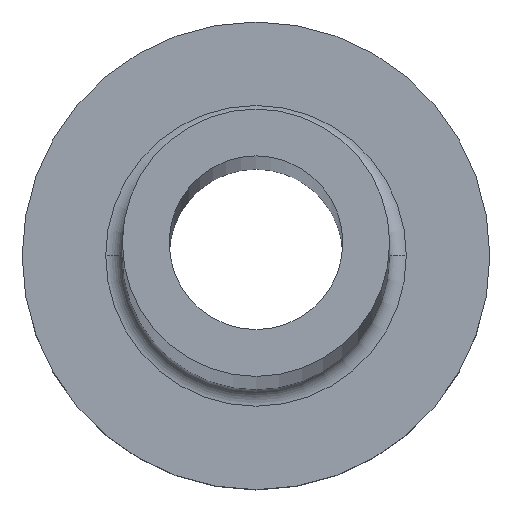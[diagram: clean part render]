
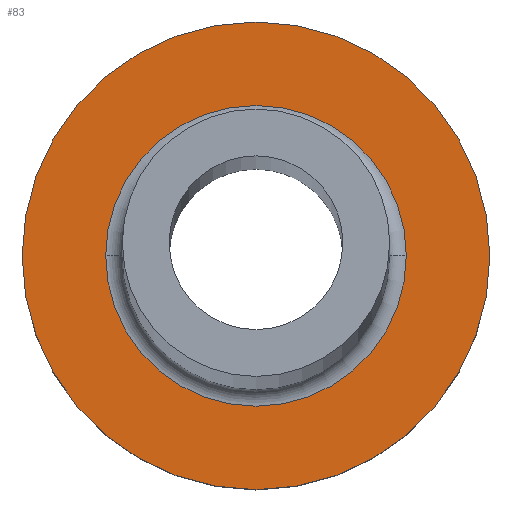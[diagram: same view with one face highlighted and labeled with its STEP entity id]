
A CAD part, top view. The second image highlights one B-rep face of the part: STEP entity #83.
In plain terms, the highlighted planar face has unit normal (0, 0, 1).
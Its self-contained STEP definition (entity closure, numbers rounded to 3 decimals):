
#3 = ORIENTED_EDGE ( 'NONE', *, *, #71, .T. ) ;
#28 = CIRCLE ( 'NONE', #218, 7. ) ;
#34 = DIRECTION ( 'NONE',  ( 0., 0., 1. ) ) ;
#35 = CIRCLE ( 'NONE', #116, 4.5 ) ;
#40 = DIRECTION ( 'NONE',  ( 0., 0., 1. ) ) ;
#42 = CARTESIAN_POINT ( 'NONE',  ( 0., 0., 5. ) ) ;
#52 = EDGE_LOOP ( 'NONE', ( #64, #296 ) ) ;
#64 = ORIENTED_EDGE ( 'NONE', *, *, #306, .T. ) ;
#71 = EDGE_CURVE ( 'NONE', #322, #203, #28, .T. ) ;
#83 = ADVANCED_FACE ( 'NONE', ( #139, #178 ), #233, .T. ) ;
#93 = DIRECTION ( 'NONE',  ( 1., 0., 0. ) ) ;
#94 = DIRECTION ( 'NONE',  ( 1., 0., 0. ) ) ;
#97 = CARTESIAN_POINT ( 'NONE',  ( 0., 0., 5. ) ) ;
#116 = AXIS2_PLACEMENT_3D ( 'NONE', #222, #256, #377 ) ;
#128 = DIRECTION ( 'NONE',  ( 1., 0., 0. ) ) ;
#129 = CARTESIAN_POINT ( 'NONE',  ( 4.5, 0., 5. ) ) ;
#134 = AXIS2_PLACEMENT_3D ( 'NONE', #207, #151, #128 ) ;
#139 = FACE_BOUND ( 'NONE', #52, .T. ) ;
#146 = CARTESIAN_POINT ( 'NONE',  ( 0., 0., 5. ) ) ;
#151 = DIRECTION ( 'NONE',  ( 0., 0., 1. ) ) ;
#161 = EDGE_LOOP ( 'NONE', ( #260, #3 ) ) ;
#178 = FACE_OUTER_BOUND ( 'NONE', #161, .T. ) ;
#180 = CIRCLE ( 'NONE', #349, 4.5 ) ;
#203 = VERTEX_POINT ( 'NONE', #239 ) ;
#207 = CARTESIAN_POINT ( 'NONE',  ( 0., 0., 5. ) ) ;
#218 = AXIS2_PLACEMENT_3D ( 'NONE', #42, #34, #93 ) ;
#220 = EDGE_CURVE ( 'NONE', #203, #322, #252, .T. ) ;
#222 = CARTESIAN_POINT ( 'NONE',  ( 0., 0., 5. ) ) ;
#227 = VERTEX_POINT ( 'NONE', #324 ) ;
#230 = EDGE_CURVE ( 'NONE', #227, #369, #180, .T. ) ;
#233 = PLANE ( 'NONE',  #134 ) ;
#239 = CARTESIAN_POINT ( 'NONE',  ( -7., 0., 5. ) ) ;
#252 = CIRCLE ( 'NONE', #301, 7. ) ;
#256 = DIRECTION ( 'NONE',  ( 0., 0., -1. ) ) ;
#260 = ORIENTED_EDGE ( 'NONE', *, *, #220, .T. ) ;
#282 = CARTESIAN_POINT ( 'NONE',  ( 7., 0., 5. ) ) ;
#293 = DIRECTION ( 'NONE',  ( 0., 0., -1. ) ) ;
#296 = ORIENTED_EDGE ( 'NONE', *, *, #230, .T. ) ;
#301 = AXIS2_PLACEMENT_3D ( 'NONE', #97, #40, #94 ) ;
#306 = EDGE_CURVE ( 'NONE', #369, #227, #35, .T. ) ;
#322 = VERTEX_POINT ( 'NONE', #282 ) ;
#324 = CARTESIAN_POINT ( 'NONE',  ( -4.5, 0., 5. ) ) ;
#349 = AXIS2_PLACEMENT_3D ( 'NONE', #146, #293, #352 ) ;
#352 = DIRECTION ( 'NONE',  ( 1., 0., 0. ) ) ;
#369 = VERTEX_POINT ( 'NONE', #129 ) ;
#377 = DIRECTION ( 'NONE',  ( 1., 0., 0. ) ) ;
